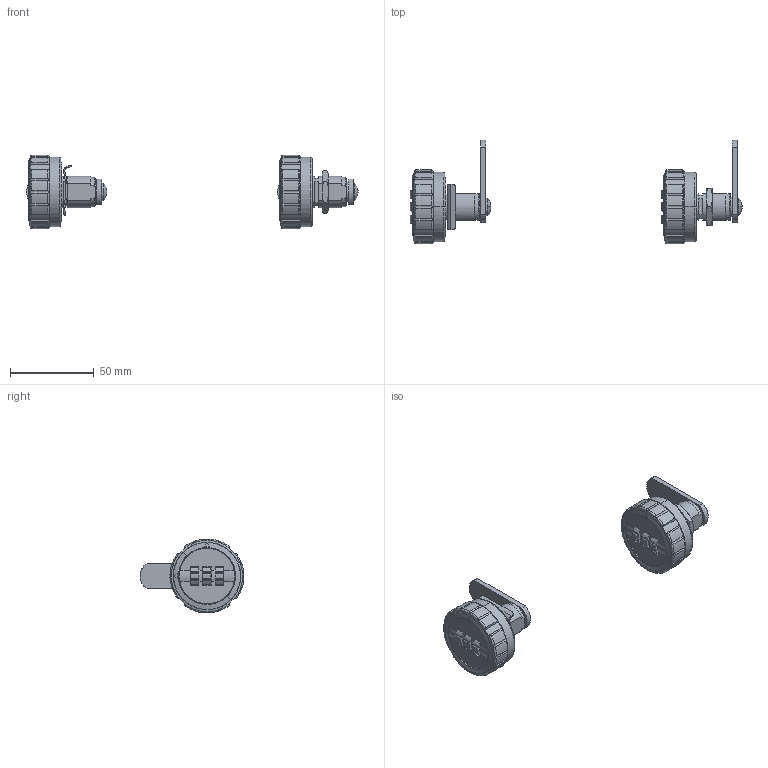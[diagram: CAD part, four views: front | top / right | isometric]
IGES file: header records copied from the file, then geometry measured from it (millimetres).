
Start section: ------------------------------------------------------------------------
Global section: file name: PC008.14496.LN_0001_30821.igs; native system: spGate; preprocessor: ver19.8.4 (****-****-****-****); author: Unknown; organization: Unknown; date: 240902.121939; units: millimetre
Bounding box: 198.32 x 62.07 x 44.18 mm (x, y, z)
Volume: 67092.4 mm3; surface area: 33342.4 mm2
Topology: 8 solids, 8 shells, 616 faces, 1670 edges, 1092 vertices
Faces by surface type: bspline 616
